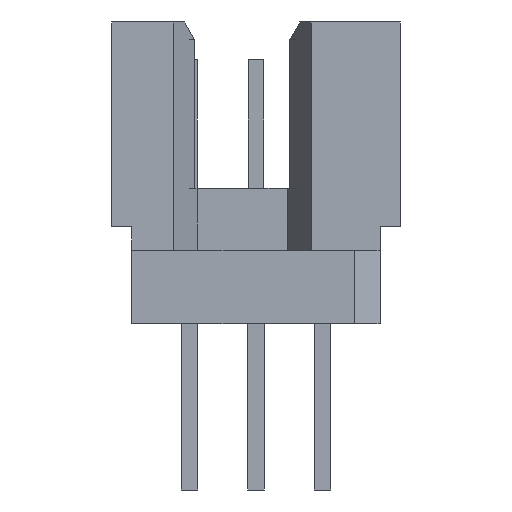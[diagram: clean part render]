
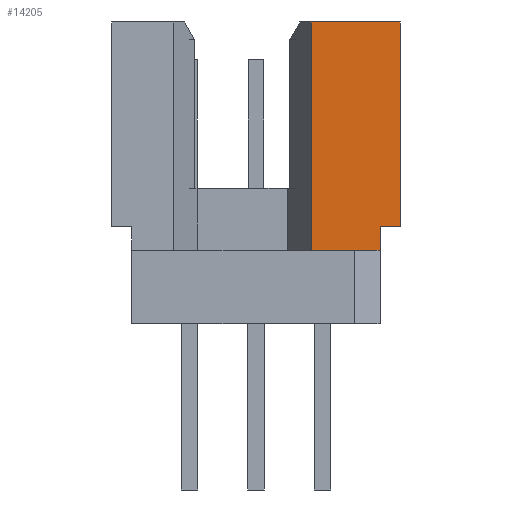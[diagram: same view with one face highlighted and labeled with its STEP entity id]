
A CAD part, left-side view. The second image highlights one B-rep face of the part: STEP entity #14205.
In plain terms, the highlighted planar face has unit normal (-1, 0, 0).
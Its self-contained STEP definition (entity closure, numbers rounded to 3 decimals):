
#88=DIRECTION('',(0.,1.,0.));
#89=VECTOR('',#88,0.765);
#90=CARTESIAN_POINT('',(-44.045,-5.5,-7.8));
#91=LINE('',#90,#89);
#92=DIRECTION('',(0.,0.,1.));
#93=VECTOR('',#92,8.715);
#94=CARTESIAN_POINT('',(-44.045,-2.105,-8.715));
#95=LINE('',#94,#93);
#96=DIRECTION('',(0.,-1.,0.));
#97=VECTOR('',#96,3.395);
#98=CARTESIAN_POINT('',(-44.045,-2.105,0.));
#99=LINE('',#98,#97);
#100=DIRECTION('',(0.,0.,-1.));
#101=VECTOR('',#100,7.8);
#102=CARTESIAN_POINT('',(-44.045,-5.5,0.));
#103=LINE('',#102,#101);
#304=DIRECTION('',(0.,1.,0.));
#305=VECTOR('',#304,2.63);
#306=CARTESIAN_POINT('',(-44.045,-4.735,-8.715));
#307=LINE('',#306,#305);
#356=DIRECTION('',(0.,0.,-1.));
#357=VECTOR('',#356,0.915);
#358=CARTESIAN_POINT('',(-44.045,-4.735,-7.8));
#359=LINE('',#358,#357);
#10658=CARTESIAN_POINT('',(-44.045,-5.5,0.));
#10659=CARTESIAN_POINT('',(-44.045,-5.5,-7.8));
#10660=VERTEX_POINT('',#10658);
#10661=VERTEX_POINT('',#10659);
#10706=CARTESIAN_POINT('',(-44.045,-2.105,-8.715));
#10708=VERTEX_POINT('',#10706);
#10736=CARTESIAN_POINT('',(-44.045,-4.735,-8.715));
#10738=VERTEX_POINT('',#10736);
#10740=CARTESIAN_POINT('',(-44.045,-4.735,-7.8));
#10741=VERTEX_POINT('',#10740);
#10744=CARTESIAN_POINT('',(-44.045,-2.105,0.));
#10745=VERTEX_POINT('',#10744);
#14186=CARTESIAN_POINT('',(-44.045,0.,0.));
#14187=DIRECTION('',(1.,0.,0.));
#14188=DIRECTION('',(0.,0.,-1.));
#14189=AXIS2_PLACEMENT_3D('',#14186,#14187,#14188);
#14190=PLANE('',#14189);
#14192=ORIENTED_EDGE('',*,*,#14191,.T.);
#14194=ORIENTED_EDGE('',*,*,#14193,.T.);
#14196=ORIENTED_EDGE('',*,*,#14195,.T.);
#14198=ORIENTED_EDGE('',*,*,#14197,.T.);
#14200=ORIENTED_EDGE('',*,*,#14199,.T.);
#14202=ORIENTED_EDGE('',*,*,#14201,.T.);
#14203=EDGE_LOOP('',(#14192,#14194,#14196,#14198,#14200,#14202));
#14204=FACE_OUTER_BOUND('',#14203,.F.);
#14205=ADVANCED_FACE('',(#14204),#14190,.F.);
#14191=EDGE_CURVE('',#10661,#10741,#91,.T.);
#14193=EDGE_CURVE('',#10741,#10738,#359,.T.);
#14195=EDGE_CURVE('',#10738,#10708,#307,.T.);
#14197=EDGE_CURVE('',#10708,#10745,#95,.T.);
#14199=EDGE_CURVE('',#10745,#10660,#99,.T.);
#14201=EDGE_CURVE('',#10660,#10661,#103,.T.);
